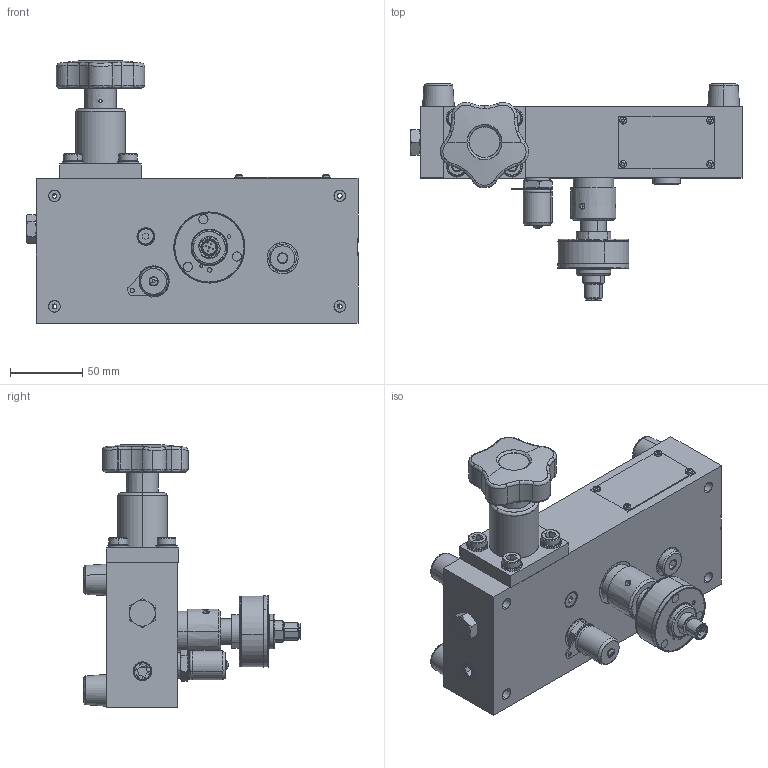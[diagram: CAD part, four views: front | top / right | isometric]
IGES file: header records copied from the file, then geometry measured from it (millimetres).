
Start section: SolidWorks IGES file using analytic representation for surfaces
Global section: file name: ECA'CT400R-MA-B-B-6.IGS; native system: SolidWorks 2017; preprocessor: SolidWorks 2017; author: afp; date: 190514.084520; units: millimetre
Bounding box: 229 x 149.04 x 181.36 mm (x, y, z)
Surface area: 138858.4 mm2 (no closed solid volume)
Topology: 0 solids, 0 shells, 645 faces, 9449 edges, 9445 vertices
Faces by surface type: bspline 344, revolution 301
